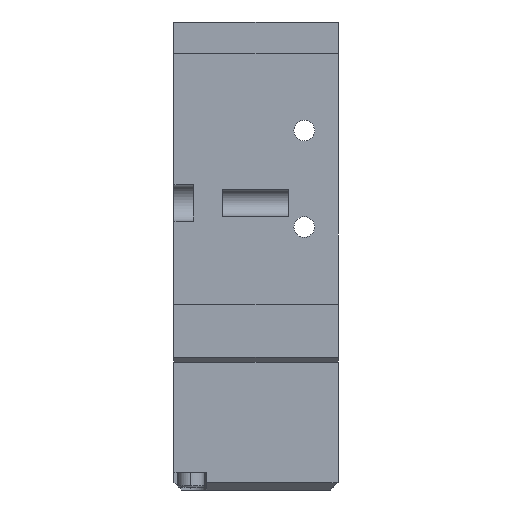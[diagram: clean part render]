
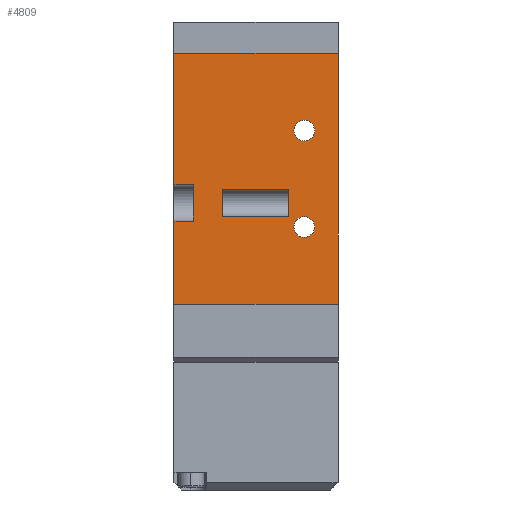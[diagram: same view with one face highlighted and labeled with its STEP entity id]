
A CAD part, left-side view. The second image highlights one B-rep face of the part: STEP entity #4809.
In plain terms, the highlighted planar face has unit normal (-1, 0, 0).
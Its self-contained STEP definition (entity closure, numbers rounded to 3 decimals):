
#842 = CARTESIAN_POINT ( 'NONE',  ( -13.25, -12.15, -10. ) ) ;
#843 = CARTESIAN_POINT ( 'NONE',  ( -13.25, -7.85, -10. ) ) ;
#846 = CARTESIAN_POINT ( 'NONE',  ( -13.25, -12.15, 10. ) ) ;
#847 = CARTESIAN_POINT ( 'NONE',  ( -13.25, -7.85, 10. ) ) ;
#888 = CARTESIAN_POINT ( 'NONE',  ( -13.25, 13., -1.25 ) ) ;
#889 = CARTESIAN_POINT ( 'NONE',  ( -13.25, 17., -1.25 ) ) ;
#890 = CARTESIAN_POINT ( 'NONE',  ( -13.25, 13., -8.75 ) ) ;
#891 = CARTESIAN_POINT ( 'NONE',  ( -13.25, 17., -8.75 ) ) ;
#892 = CARTESIAN_POINT ( 'NONE',  ( -13.25, 17., -26. ) ) ;
#893 = CARTESIAN_POINT ( 'NONE',  ( -13.25, -17., -26. ) ) ;
#894 = CARTESIAN_POINT ( 'NONE',  ( -13.25, -17., 26. ) ) ;
#895 = CARTESIAN_POINT ( 'NONE',  ( -13.25, 17., 26. ) ) ;
#896 = CARTESIAN_POINT ( 'NONE',  ( -13.25, -6.8, -2.25 ) ) ;
#897 = CARTESIAN_POINT ( 'NONE',  ( -13.25, 7., -2.25 ) ) ;
#898 = CARTESIAN_POINT ( 'NONE',  ( -13.25, -6.8, -7.75 ) ) ;
#899 = CARTESIAN_POINT ( 'NONE',  ( -13.25, 7., -7.75 ) ) ;
#1759 = CARTESIAN_POINT ( 'NONE',  ( -13.25, -10., -10. ) ) ;
#1760 = DIRECTION ( 'NONE',  ( 1., 0., 0. ) ) ;
#1761 = DIRECTION ( 'NONE',  ( 0., 1., 0. ) ) ;
#1769 = CARTESIAN_POINT ( 'NONE',  ( -13.25, -10., 10. ) ) ;
#1770 = DIRECTION ( 'NONE',  ( 1., 0., 0. ) ) ;
#1771 = DIRECTION ( 'NONE',  ( 0., 1., 0. ) ) ;
#1896 = CARTESIAN_POINT ( 'NONE',  ( -13.25, -10., -10. ) ) ;
#1897 = DIRECTION ( 'NONE',  ( 1., 0., 0. ) ) ;
#1898 = DIRECTION ( 'NONE',  ( 0., 1., 0. ) ) ;
#1899 = CARTESIAN_POINT ( 'NONE',  ( -13.25, -10., 10. ) ) ;
#1900 = DIRECTION ( 'NONE',  ( 1., 0., 0. ) ) ;
#1901 = DIRECTION ( 'NONE',  ( 0., 1., 0. ) ) ;
#1902 = CARTESIAN_POINT ( 'NONE',  ( -13.25, 13., -1.25 ) ) ;
#1903 = DIRECTION ( 'NONE',  ( 0., 1., 0. ) ) ;
#1904 = CARTESIAN_POINT ( 'NONE',  ( -13.25, 13., -8.75 ) ) ;
#1905 = DIRECTION ( 'NONE',  ( 0., 0., 1. ) ) ;
#1906 = CARTESIAN_POINT ( 'NONE',  ( -13.25, 13., -8.75 ) ) ;
#1907 = DIRECTION ( 'NONE',  ( 0., 1., 0. ) ) ;
#1908 = CARTESIAN_POINT ( 'NONE',  ( -13.25, 17., -26. ) ) ;
#1909 = DIRECTION ( 'NONE',  ( 0., 0., 1. ) ) ;
#1910 = CARTESIAN_POINT ( 'NONE',  ( -13.25, -33.671, -26. ) ) ;
#1911 = DIRECTION ( 'NONE',  ( 0., -1., 0. ) ) ;
#1912 = CARTESIAN_POINT ( 'NONE',  ( -13.25, -17., -26. ) ) ;
#1913 = DIRECTION ( 'NONE',  ( 0., 0., 1. ) ) ;
#1914 = CARTESIAN_POINT ( 'NONE',  ( -13.25, -33.671, 26. ) ) ;
#1915 = DIRECTION ( 'NONE',  ( 0., -1., 0. ) ) ;
#1916 = CARTESIAN_POINT ( 'NONE',  ( -13.25, 17., -26. ) ) ;
#1917 = DIRECTION ( 'NONE',  ( 0., 0., 1. ) ) ;
#1918 = CARTESIAN_POINT ( 'NONE',  ( -13.25, -6.8, -2.25 ) ) ;
#1919 = DIRECTION ( 'NONE',  ( 0., 1., 0. ) ) ;
#1920 = CARTESIAN_POINT ( 'NONE',  ( -13.25, -6.8, -7.75 ) ) ;
#1921 = DIRECTION ( 'NONE',  ( 0., 0., 1. ) ) ;
#1922 = CARTESIAN_POINT ( 'NONE',  ( -13.25, -6.8, -7.75 ) ) ;
#1923 = DIRECTION ( 'NONE',  ( 0., 1., 0. ) ) ;
#1924 = CARTESIAN_POINT ( 'NONE',  ( -13.25, 7., -7.75 ) ) ;
#1925 = DIRECTION ( 'NONE',  ( 0., 0., 1. ) ) ;
#2650 = FACE_BOUND ( 'NONE', #13312, .T. ) ;
#2651 = FACE_BOUND ( 'NONE', #13305, .T. ) ;
#2652 = FACE_OUTER_BOUND ( 'NONE', #13244, .T. ) ;
#2653 = FACE_BOUND ( 'NONE', #13276, .T. ) ;
#2999 = CIRCLE ( 'NONE', #5166, 2.15 ) ;
#3005 = CIRCLE ( 'NONE', #5168, 2.15 ) ;
#4407 = VERTEX_POINT ( 'NONE', #842 ) ;
#4408 = VERTEX_POINT ( 'NONE', #843 ) ;
#4411 = VERTEX_POINT ( 'NONE', #846 ) ;
#4412 = VERTEX_POINT ( 'NONE', #847 ) ;
#4453 = VERTEX_POINT ( 'NONE', #888 ) ;
#4454 = VERTEX_POINT ( 'NONE', #889 ) ;
#4455 = VERTEX_POINT ( 'NONE', #890 ) ;
#4456 = VERTEX_POINT ( 'NONE', #891 ) ;
#4457 = VERTEX_POINT ( 'NONE', #892 ) ;
#4458 = VERTEX_POINT ( 'NONE', #893 ) ;
#4459 = VERTEX_POINT ( 'NONE', #894 ) ;
#4460 = VERTEX_POINT ( 'NONE', #895 ) ;
#4461 = VERTEX_POINT ( 'NONE', #896 ) ;
#4462 = VERTEX_POINT ( 'NONE', #897 ) ;
#4463 = VERTEX_POINT ( 'NONE', #898 ) ;
#4464 = VERTEX_POINT ( 'NONE', #899 ) ;
#4809 = ADVANCED_FACE ( 'NONE', ( #2650, #2651, #2652, #2653 ), #7291, .T. ) ;
#5007 = AXIS2_PLACEMENT_3D ( 'NONE', #7292, #7293, #7294 ) ;
#5166 = AXIS2_PLACEMENT_3D ( 'NONE', #1759, #1760, #1761 ) ;
#5168 = AXIS2_PLACEMENT_3D ( 'NONE', #1769, #1770, #1771 ) ;
#5189 = AXIS2_PLACEMENT_3D ( 'NONE', #1896, #1897, #1898 ) ;
#5190 = AXIS2_PLACEMENT_3D ( 'NONE', #1899, #1900, #1901 ) ;
#5657 = EDGE_CURVE ( 'NONE', #4407, #4408, #2999, .T. ) ;
#5661 = EDGE_CURVE ( 'NONE', #4411, #4412, #3005, .T. ) ;
#5714 = EDGE_CURVE ( 'NONE', #4408, #4407, #9589, .T. ) ;
#5715 = EDGE_CURVE ( 'NONE', #4412, #4411, #9591, .T. ) ;
#5716 = EDGE_CURVE ( 'NONE', #4453, #4454, #9590, .T. ) ;
#5717 = EDGE_CURVE ( 'NONE', #4455, #4453, #9593, .T. ) ;
#5718 = EDGE_CURVE ( 'NONE', #4455, #4456, #9595, .T. ) ;
#5719 = EDGE_CURVE ( 'NONE', #4457, #4456, #9597, .T. ) ;
#5720 = EDGE_CURVE ( 'NONE', #4457, #4458, #9599, .T. ) ;
#5721 = EDGE_CURVE ( 'NONE', #4458, #4459, #9601, .T. ) ;
#5722 = EDGE_CURVE ( 'NONE', #4460, #4459, #9603, .T. ) ;
#5723 = EDGE_CURVE ( 'NONE', #4454, #4460, #9605, .T. ) ;
#5724 = EDGE_CURVE ( 'NONE', #4461, #4462, #9607, .T. ) ;
#5725 = EDGE_CURVE ( 'NONE', #4463, #4461, #9609, .T. ) ;
#5726 = EDGE_CURVE ( 'NONE', #4463, #4464, #9611, .T. ) ;
#5727 = EDGE_CURVE ( 'NONE', #4464, #4462, #9613, .T. ) ;
#6296 = ORIENTED_EDGE ( 'NONE', *, *, #5714, .T. ) ;
#6299 = ORIENTED_EDGE ( 'NONE', *, *, #5657, .T. ) ;
#6306 = ORIENTED_EDGE ( 'NONE', *, *, #5721, .T. ) ;
#6341 = ORIENTED_EDGE ( 'NONE', *, *, #5716, .F. ) ;
#6342 = ORIENTED_EDGE ( 'NONE', *, *, #5720, .T. ) ;
#6346 = ORIENTED_EDGE ( 'NONE', *, *, #5719, .F. ) ;
#6347 = ORIENTED_EDGE ( 'NONE', *, *, #5724, .F. ) ;
#6375 = ORIENTED_EDGE ( 'NONE', *, *, #5723, .F. ) ;
#6376 = ORIENTED_EDGE ( 'NONE', *, *, #5727, .T. ) ;
#6377 = ORIENTED_EDGE ( 'NONE', *, *, #5726, .T. ) ;
#6409 = ORIENTED_EDGE ( 'NONE', *, *, #5725, .F. ) ;
#6421 = ORIENTED_EDGE ( 'NONE', *, *, #5718, .T. ) ;
#6428 = ORIENTED_EDGE ( 'NONE', *, *, #5715, .T. ) ;
#6436 = ORIENTED_EDGE ( 'NONE', *, *, #5717, .F. ) ;
#6440 = ORIENTED_EDGE ( 'NONE', *, *, #5661, .T. ) ;
#6474 = ORIENTED_EDGE ( 'NONE', *, *, #5722, .F. ) ;
#7291 = PLANE ( 'NONE',  #5007 ) ;
#7292 = CARTESIAN_POINT ( 'NONE',  ( -13.25, -33.671, -26. ) ) ;
#7293 = DIRECTION ( 'NONE',  ( -1., 0., 0. ) ) ;
#7294 = DIRECTION ( 'NONE',  ( 0., -1., 0. ) ) ;
#9589 = CIRCLE ( 'NONE', #5189, 2.15 ) ;
#9590 = LINE ( 'NONE', #1902, #9592 ) ;
#9591 = CIRCLE ( 'NONE', #5190, 2.15 ) ;
#9592 = VECTOR ( 'NONE', #1903, 1000. ) ;
#9593 = LINE ( 'NONE', #1904, #9594 ) ;
#9594 = VECTOR ( 'NONE', #1905, 1000. ) ;
#9595 = LINE ( 'NONE', #1906, #9596 ) ;
#9596 = VECTOR ( 'NONE', #1907, 1000. ) ;
#9597 = LINE ( 'NONE', #1908, #9598 ) ;
#9598 = VECTOR ( 'NONE', #1909, 1000. ) ;
#9599 = LINE ( 'NONE', #1910, #9600 ) ;
#9600 = VECTOR ( 'NONE', #1911, 1000. ) ;
#9601 = LINE ( 'NONE', #1912, #9602 ) ;
#9602 = VECTOR ( 'NONE', #1913, 1000. ) ;
#9603 = LINE ( 'NONE', #1914, #9604 ) ;
#9604 = VECTOR ( 'NONE', #1915, 1000. ) ;
#9605 = LINE ( 'NONE', #1916, #9606 ) ;
#9606 = VECTOR ( 'NONE', #1917, 1000. ) ;
#9607 = LINE ( 'NONE', #1918, #9608 ) ;
#9608 = VECTOR ( 'NONE', #1919, 1000. ) ;
#9609 = LINE ( 'NONE', #1920, #9610 ) ;
#9610 = VECTOR ( 'NONE', #1921, 1000. ) ;
#9611 = LINE ( 'NONE', #1922, #9612 ) ;
#9612 = VECTOR ( 'NONE', #1923, 1000. ) ;
#9613 = LINE ( 'NONE', #1924, #9614 ) ;
#9614 = VECTOR ( 'NONE', #1925, 1000. ) ;
#13244 = EDGE_LOOP ( 'NONE', ( #6341, #6436, #6421, #6346, #6342, #6306, #6474, #6375 ) ) ;
#13276 = EDGE_LOOP ( 'NONE', ( #6347, #6409, #6377, #6376 ) ) ;
#13305 = EDGE_LOOP ( 'NONE', ( #6428, #6440 ) ) ;
#13312 = EDGE_LOOP ( 'NONE', ( #6296, #6299 ) ) ;
